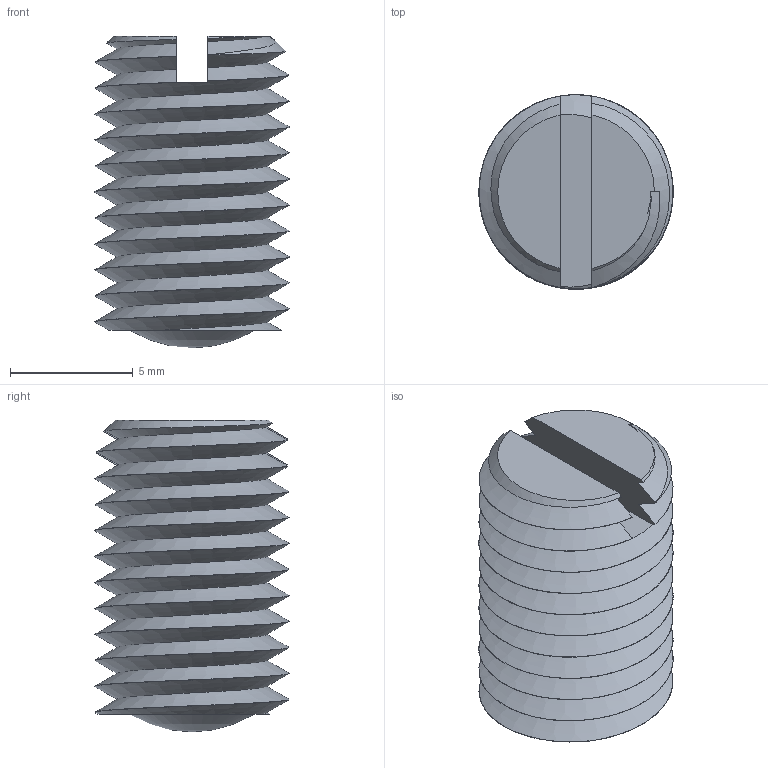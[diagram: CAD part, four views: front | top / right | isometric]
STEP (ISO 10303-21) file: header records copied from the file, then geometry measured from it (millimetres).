
FILE_DESCRIPTION(/* description */ (''),/* implementation_level */ '2;1');
FILE_NAME(/* name */ '10850.stp',/* time_stamp */ '2016-09-23T13:24:55-04:00',/* author */ ('cridley'),/* organization */ (''),/* preprocessor_version */ 'ST-DEVELOPER v15.6',/* originating_system */ 'Autodesk Inventor 2015',/* authorisation */ '');
FILE_SCHEMA (('AUTOMOTIVE_DESIGN { 1 0 10303 214 3 1 1 }'));
Length unit declared in the file: inch
Products named in the file (1): 10850
Bounding box: 7.92 x 7.92 x 12.7 mm (x, y, z)
Volume: 452.9 mm3; surface area: 609.8 mm2
Topology: 1 solids, 1 shells, 24 faces, 65 edges, 43 vertices
Faces by surface type: bspline 9, plane 7, cylinder 4, cone 3, sphere 1
Entity records: 1882 total; most frequent: CARTESIAN_POINT 1372, ORIENTED_EDGE 126, EDGE_CURVE 63, DIRECTION 57, VERTEX_POINT 42, B_SPLINE_CURVE_WITH_KNOTS 40, EDGE_LOOP 25, FACE_OUTER_BOUND 24
